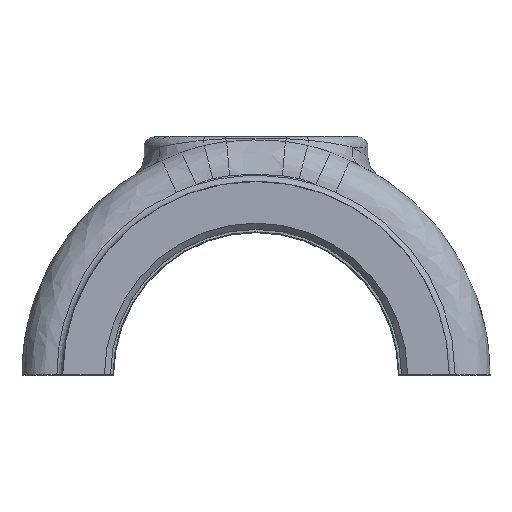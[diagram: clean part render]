
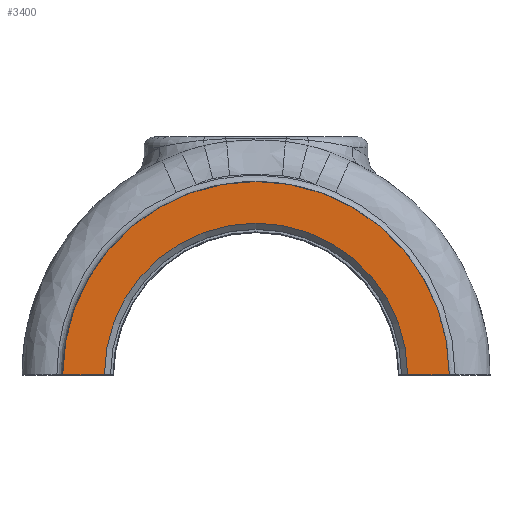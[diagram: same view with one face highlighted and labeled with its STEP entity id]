
A CAD part, top view. The second image highlights one B-rep face of the part: STEP entity #3400.
In plain terms, the highlighted planar face has unit normal (0, 0, 1).
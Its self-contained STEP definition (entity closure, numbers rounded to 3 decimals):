
#104 = ORIENTED_EDGE ( 'NONE', *, *, #4500, .T. ) ;
#108 = DIRECTION ( 'NONE',  ( 0., 0., 1. ) ) ;
#149 = LINE ( 'NONE', #2911, #4538 ) ;
#361 = DIRECTION ( 'NONE',  ( -1., 0., 0. ) ) ;
#510 = ORIENTED_EDGE ( 'NONE', *, *, #3785, .T. ) ;
#523 = AXIS2_PLACEMENT_3D ( 'NONE', #870, #1531, #361 ) ;
#834 = DIRECTION ( 'NONE',  ( 0., 0., -1. ) ) ;
#870 = CARTESIAN_POINT ( 'NONE',  ( 0., 0., 58. ) ) ;
#924 = PLANE ( 'NONE',  #2914 ) ;
#956 = DIRECTION ( 'NONE',  ( 1., 0., 0. ) ) ;
#1106 = VERTEX_POINT ( 'NONE', #1700 ) ;
#1265 = DIRECTION ( 'NONE',  ( 1., 0., 0. ) ) ;
#1447 = DIRECTION ( 'NONE',  ( 1., 0., 0. ) ) ;
#1448 = LINE ( 'NONE', #2608, #1910 ) ;
#1531 = DIRECTION ( 'NONE',  ( 0., 0., -1. ) ) ;
#1700 = CARTESIAN_POINT ( 'NONE',  ( 95., 0., 58. ) ) ;
#1910 = VECTOR ( 'NONE', #956, 1000. ) ;
#2145 = EDGE_CURVE ( 'NONE', #3106, #2182, #3243, .T. ) ;
#2182 = VERTEX_POINT ( 'NONE', #3052 ) ;
#2352 = CARTESIAN_POINT ( 'NONE',  ( 0., 0., 58. ) ) ;
#2420 = AXIS2_PLACEMENT_3D ( 'NONE', #2352, #108, #1447 ) ;
#2579 = EDGE_LOOP ( 'NONE', ( #4047, #4673, #104, #510 ) ) ;
#2608 = CARTESIAN_POINT ( 'NONE',  ( -95., 0., 58. ) ) ;
#2911 = CARTESIAN_POINT ( 'NONE',  ( -95., 0., 58. ) ) ;
#2914 = AXIS2_PLACEMENT_3D ( 'NONE', #4915, #834, #1265 ) ;
#3052 = CARTESIAN_POINT ( 'NONE',  ( 74.5, 0., 58. ) ) ;
#3106 = VERTEX_POINT ( 'NONE', #3878 ) ;
#3243 = CIRCLE ( 'NONE', #523, 74.5 ) ;
#3379 = CARTESIAN_POINT ( 'NONE',  ( -95., 0., 58. ) ) ;
#3400 = ADVANCED_FACE ( 'NONE', ( #4411 ), #924, .F. ) ;
#3785 = EDGE_CURVE ( 'NONE', #4426, #3106, #149, .T. ) ;
#3878 = CARTESIAN_POINT ( 'NONE',  ( -74.5, 0., 58. ) ) ;
#4047 = ORIENTED_EDGE ( 'NONE', *, *, #2145, .T. ) ;
#4411 = FACE_OUTER_BOUND ( 'NONE', #2579, .T. ) ;
#4426 = VERTEX_POINT ( 'NONE', #3379 ) ;
#4441 = EDGE_CURVE ( 'NONE', #2182, #1106, #1448, .T. ) ;
#4500 = EDGE_CURVE ( 'NONE', #1106, #4426, #4812, .T. ) ;
#4538 = VECTOR ( 'NONE', #4568, 1000. ) ;
#4568 = DIRECTION ( 'NONE',  ( 1., 0., 0. ) ) ;
#4673 = ORIENTED_EDGE ( 'NONE', *, *, #4441, .T. ) ;
#4812 = CIRCLE ( 'NONE', #2420, 95. ) ;
#4915 = CARTESIAN_POINT ( 'NONE',  ( 0., 0., 58. ) ) ;
